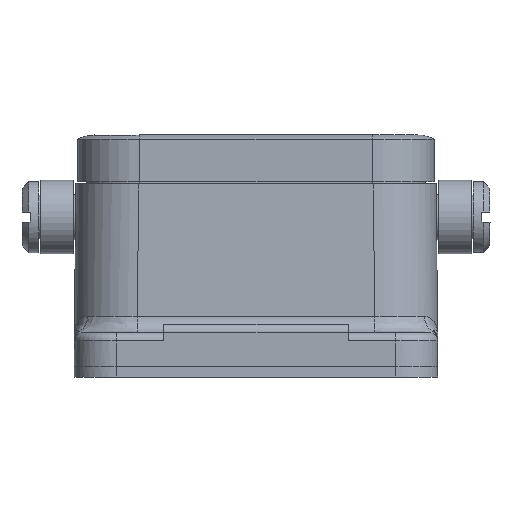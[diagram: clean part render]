
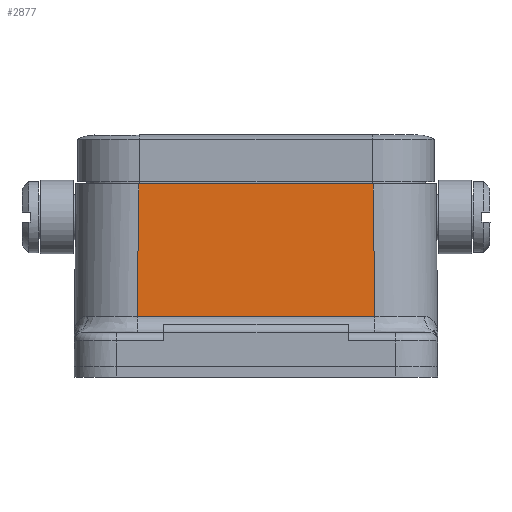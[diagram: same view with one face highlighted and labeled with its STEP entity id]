
A CAD part, left-side view. The second image highlights one B-rep face of the part: STEP entity #2877.
In plain terms, the highlighted planar face has unit normal (-1, 0, 0.026).
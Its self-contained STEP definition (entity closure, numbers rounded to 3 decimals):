
#2524=FACE_OUTER_BOUND('',#3670,.T.);
#2877=ADVANCED_FACE('',(#2524),#3255,.T.);
#3255=PLANE('',#12289);
#3670=EDGE_LOOP('',(#4814,#4815,#4816,#4817));
#4814=ORIENTED_EDGE('',*,*,#7215,.T.);
#4815=ORIENTED_EDGE('',*,*,#7173,.T.);
#4816=ORIENTED_EDGE('',*,*,#7216,.T.);
#4817=ORIENTED_EDGE('',*,*,#7135,.T.);
#6466=VERTEX_POINT('',#17267);
#6469=VERTEX_POINT('',#17274);
#6502=VERTEX_POINT('',#17351);
#6503=VERTEX_POINT('',#17353);
#7135=EDGE_CURVE('',#6466,#6469,#9680,.T.);
#7173=EDGE_CURVE('',#6503,#6502,#9699,.T.);
#7215=EDGE_CURVE('',#6469,#6503,#9724,.T.);
#7216=EDGE_CURVE('',#6502,#6466,#9725,.T.);
#9680=LINE('',#17275,#10359);
#9699=LINE('',#17352,#10378);
#9724=LINE('',#17484,#10403);
#9725=LINE('',#17485,#10404);
#10359=VECTOR('',#13434,1.);
#10378=VECTOR('',#13503,1.);
#10403=VECTOR('',#13548,1.);
#10404=VECTOR('',#13549,1.);
#12289=AXIS2_PLACEMENT_3D('',#17486,#13550,#13551);
#13434=DIRECTION('',(0.,1.,0.));
#13503=DIRECTION('',(0.,-1.,0.));
#13548=DIRECTION('',(-0.026,0.011,-1.));
#13549=DIRECTION('',(0.026,0.011,1.));
#13550=DIRECTION('',(-1.,0.,0.026));
#13551=DIRECTION('',(0.026,0.,1.));
#17267=CARTESIAN_POINT('',(-36.3,-14.002,5.7));
#17274=CARTESIAN_POINT('',(-36.3,14.002,5.7));
#17275=CARTESIAN_POINT('',(-36.3,-21.5,5.7));
#17351=CARTESIAN_POINT('',(-36.714,-14.18,-10.102));
#17352=CARTESIAN_POINT('',(-36.714,-14.202,-10.102));
#17353=CARTESIAN_POINT('',(-36.714,14.18,-10.102));
#17484=CARTESIAN_POINT('',(-36.767,14.203,-12.134));
#17485=CARTESIAN_POINT('',(-36.302,-14.003,5.616));
#17486=CARTESIAN_POINT('',(-36.3,0.,5.7));
